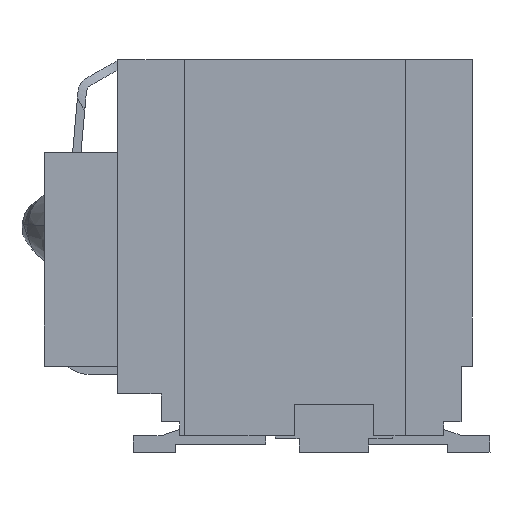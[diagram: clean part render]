
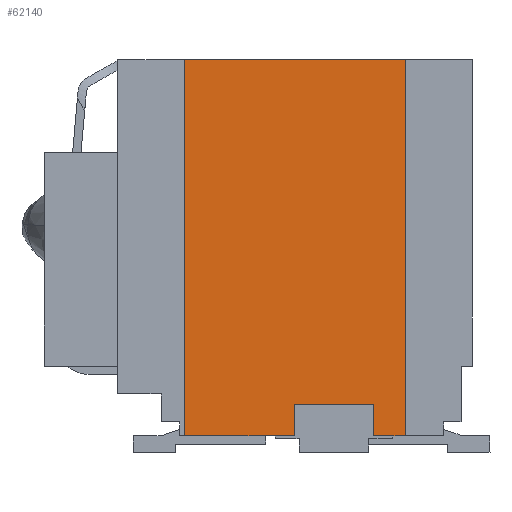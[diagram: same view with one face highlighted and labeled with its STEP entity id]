
A CAD part, front view. The second image highlights one B-rep face of the part: STEP entity #62140.
In plain terms, the highlighted planar face has unit normal (0, -1, 0).
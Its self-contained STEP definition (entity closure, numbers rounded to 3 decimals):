
#20110=CARTESIAN_POINT('',(-43.624,-10.305,
124.015));
#20120=VERTEX_POINT('',#20110);
#20150=CARTESIAN_POINT('',(-43.624,-10.305,
127.215));
#20160=DIRECTION('',(0.,0.,-1.));
#20170=VECTOR('',#20160,1.);
#20180=LINE('',#20150,#20170);
#20190=CARTESIAN_POINT('',(-43.624,-10.305,
130.765));
#20200=VERTEX_POINT('',#20190);
#20210=EDGE_CURVE('',#20200,#20120,#20180,.T.);
#21020=CARTESIAN_POINT('',(-46.226,-10.305,
130.765));
#21030=DIRECTION('',(-1.,0.,0.));
#21040=VECTOR('',#21030,1.);
#21050=LINE('',#21020,#21040);
#21060=CARTESIAN_POINT('',(-47.584,-10.305,
130.765));
#21070=VERTEX_POINT('',#21060);
#21080=EDGE_CURVE('',#20200,#21070,#21050,.T.);
#26320=CARTESIAN_POINT('',(-44.194,-10.305,
124.015));
#26330=VERTEX_POINT('',#26320);
#26360=CARTESIAN_POINT('',(-46.226,-10.305,
124.015));
#26370=DIRECTION('',(1.,0.,0.));
#26380=VECTOR('',#26370,1.);
#26390=LINE('',#26360,#26380);
#26400=EDGE_CURVE('',#26330,#20120,#26390,.T.);
#32270=CARTESIAN_POINT('',(-47.584,-10.305,
124.015));
#32280=VERTEX_POINT('',#32270);
#32310=CARTESIAN_POINT('',(-46.226,-10.305,
124.015));
#32320=DIRECTION('',(1.,0.,0.));
#32330=VECTOR('',#32320,1.);
#32340=LINE('',#32310,#32330);
#32350=CARTESIAN_POINT('',(-45.614,-10.305,
124.015));
#32360=VERTEX_POINT('',#32350);
#32370=EDGE_CURVE('',#32280,#32360,#32340,.T.);
#51330=CARTESIAN_POINT('',(-44.194,-10.305,
124.585));
#51340=VERTEX_POINT('',#51330);
#51370=CARTESIAN_POINT('',(-44.194,-10.305,
127.235));
#51380=DIRECTION('',(0.,0.,-1.));
#51390=VECTOR('',#51380,1.);
#51400=LINE('',#51370,#51390);
#51410=EDGE_CURVE('',#51340,#26330,#51400,.T.);
#58220=CARTESIAN_POINT('',(-47.584,-10.305,
127.215));
#58230=DIRECTION('',(0.,0.,1.));
#58240=VECTOR('',#58230,1.);
#58250=LINE('',#58220,#58240);
#58260=EDGE_CURVE('',#32280,#21070,#58250,.T.);
#61870=CARTESIAN_POINT('',(-46.762,-10.305,
128.615));
#61880=DIRECTION('',(0.,-1.,0.));
#61890=DIRECTION('',(1.,0.,0.));
#61900=AXIS2_PLACEMENT_3D('',#61870,#61880,#61890);
#61910=PLANE('',#61900);
#61920=ORIENTED_EDGE('',*,*,#21080,.T.);
#61930=ORIENTED_EDGE('',*,*,#20210,.F.);
#61940=ORIENTED_EDGE('',*,*,#26400,.T.);
#61950=ORIENTED_EDGE('',*,*,#51410,.T.);
#61960=CARTESIAN_POINT('',(-46.226,-10.305,
124.585));
#61970=DIRECTION('',(-1.,0.,0.));
#61980=VECTOR('',#61970,1.);
#61990=LINE('',#61960,#61980);
#62000=CARTESIAN_POINT('',(-45.614,-10.305,
124.585));
#62010=VERTEX_POINT('',#62000);
#62020=EDGE_CURVE('',#51340,#62010,#61990,.T.);
#62030=ORIENTED_EDGE('',*,*,#62020,.F.);
#62040=CARTESIAN_POINT('',(-45.614,-10.305,
127.235));
#62050=DIRECTION('',(0.,0.,-1.));
#62060=VECTOR('',#62050,1.);
#62070=LINE('',#62040,#62060);
#62080=EDGE_CURVE('',#62010,#32360,#62070,.T.);
#62090=ORIENTED_EDGE('',*,*,#62080,.F.);
#62100=ORIENTED_EDGE('',*,*,#32370,.T.);
#62110=ORIENTED_EDGE('',*,*,#58260,.F.);
#62120=EDGE_LOOP('',(#62110,#62100,#62090,#62030,#61950,#61940,#61930,
#61920));
#62130=FACE_OUTER_BOUND('',#62120,.T.);
#62140=ADVANCED_FACE('',(#62130),#61910,.T.);
